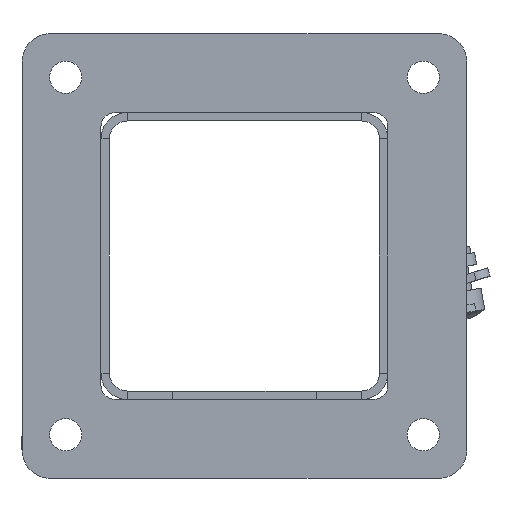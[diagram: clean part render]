
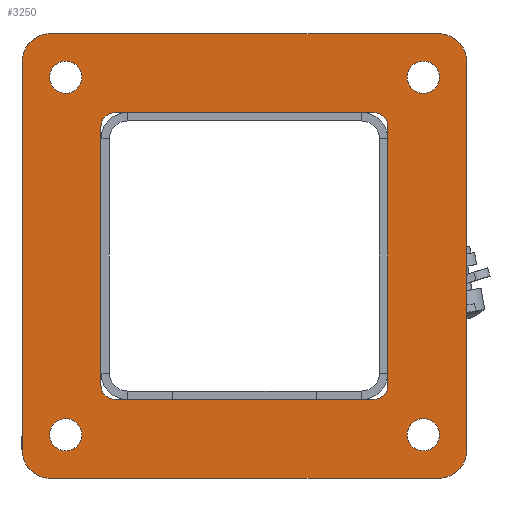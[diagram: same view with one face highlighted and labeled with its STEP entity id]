
A CAD part, front view. The second image highlights one B-rep face of the part: STEP entity #3250.
In plain terms, the highlighted face is planar.
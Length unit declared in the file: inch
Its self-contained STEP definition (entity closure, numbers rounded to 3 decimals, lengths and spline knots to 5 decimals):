
#128=FACE_BOUND($,#574,.T.);
#129=FACE_BOUND($,#575,.T.);
#130=FACE_BOUND($,#576,.T.);
#131=FACE_BOUND($,#577,.T.);
#132=FACE_BOUND($,#578,.T.);
#232=PLANE($,#3504);
#386=FACE_OUTER_BOUND($,#573,.T.);
#573=EDGE_LOOP($,(#2415,#2416,#2417,#2418,#2419,#2420,#2421,#2422));
#574=EDGE_LOOP($,(#2423,#2424,#2425,#2426,#2427,#2428,#2429,#2430));
#575=EDGE_LOOP($,(#2431));
#576=EDGE_LOOP($,(#2432));
#577=EDGE_LOOP($,(#2433));
#578=EDGE_LOOP($,(#2434));
#752=CIRCLE($,#3461,0.125);
#754=CIRCLE($,#3465,0.125);
#756=CIRCLE($,#3469,0.125);
#758=CIRCLE($,#3473,0.125);
#759=CIRCLE($,#3476,0.25);
#768=CIRCLE($,#3488,0.25);
#769=CIRCLE($,#3491,0.25);
#770=CIRCLE($,#3494,0.25);
#771=CIRCLE($,#3496,0.14063);
#772=CIRCLE($,#3498,0.14063);
#773=CIRCLE($,#3500,0.14063);
#774=CIRCLE($,#3502,0.14063);
#915=LINE($,#4918,#1225);
#918=LINE($,#4929,#1228);
#922=LINE($,#4941,#1232);
#925=LINE($,#4950,#1235);
#931=LINE($,#4966,#1241);
#937=LINE($,#4994,#1247);
#940=LINE($,#5002,#1250);
#942=LINE($,#5020,#1252);
#1225=VECTOR($,#3932,2.25);
#1228=VECTOR($,#3943,2.25);
#1232=VECTOR($,#3955,2.25);
#1235=VECTOR($,#3966,2.25);
#1241=VECTOR($,#3980,3.375);
#1247=VECTOR($,#4008,3.375);
#1250=VECTOR($,#4017,3.375);
#1252=VECTOR($,#4041,3.375);
#1513=VERTEX_POINT($,#4908);
#1514=VERTEX_POINT($,#4910);
#1516=VERTEX_POINT($,#4916);
#1519=VERTEX_POINT($,#4923);
#1520=VERTEX_POINT($,#4925);
#1523=VERTEX_POINT($,#4935);
#1524=VERTEX_POINT($,#4937);
#1526=VERTEX_POINT($,#4946);
#1527=VERTEX_POINT($,#4953);
#1528=VERTEX_POINT($,#4954);
#1532=VERTEX_POINT($,#4964);
#1542=VERTEX_POINT($,#4988);
#1543=VERTEX_POINT($,#4992);
#1544=VERTEX_POINT($,#4996);
#1545=VERTEX_POINT($,#5000);
#1546=VERTEX_POINT($,#5004);
#1547=VERTEX_POINT($,#5008);
#1548=VERTEX_POINT($,#5011);
#1549=VERTEX_POINT($,#5014);
#1550=VERTEX_POINT($,#5017);
#1823=EDGE_CURVE($,#1513,#1514,#752,.T.);
#1827=EDGE_CURVE($,#1513,#1516,#915,.T.);
#1830=EDGE_CURVE($,#1519,#1520,#754,.T.);
#1832=EDGE_CURVE($,#1519,#1514,#918,.T.);
#1836=EDGE_CURVE($,#1523,#1524,#756,.T.);
#1838=EDGE_CURVE($,#1523,#1520,#922,.T.);
#1842=EDGE_CURVE($,#1526,#1516,#758,.T.);
#1843=EDGE_CURVE($,#1526,#1524,#925,.T.);
#1845=EDGE_CURVE($,#1527,#1528,#759,.T.);
#1851=EDGE_CURVE($,#1532,#1527,#931,.T.);
#1862=EDGE_CURVE($,#1542,#1532,#768,.T.);
#1865=EDGE_CURVE($,#1543,#1542,#937,.T.);
#1866=EDGE_CURVE($,#1544,#1543,#769,.T.);
#1869=EDGE_CURVE($,#1545,#1544,#940,.T.);
#1870=EDGE_CURVE($,#1546,#1545,#770,.T.);
#1872=EDGE_CURVE($,#1547,#1547,#771,.T.);
#1873=EDGE_CURVE($,#1548,#1548,#772,.T.);
#1874=EDGE_CURVE($,#1549,#1549,#773,.T.);
#1875=EDGE_CURVE($,#1550,#1550,#774,.T.);
#1876=EDGE_CURVE($,#1528,#1546,#942,.T.);
#2415=ORIENTED_EDGE($,*,*,#1845,.F.);
#2416=ORIENTED_EDGE($,*,*,#1851,.F.);
#2417=ORIENTED_EDGE($,*,*,#1862,.F.);
#2418=ORIENTED_EDGE($,*,*,#1865,.F.);
#2419=ORIENTED_EDGE($,*,*,#1866,.F.);
#2420=ORIENTED_EDGE($,*,*,#1869,.F.);
#2421=ORIENTED_EDGE($,*,*,#1870,.F.);
#2422=ORIENTED_EDGE($,*,*,#1876,.F.);
#2423=ORIENTED_EDGE($,*,*,#1827,.T.);
#2424=ORIENTED_EDGE($,*,*,#1842,.F.);
#2425=ORIENTED_EDGE($,*,*,#1843,.T.);
#2426=ORIENTED_EDGE($,*,*,#1836,.F.);
#2427=ORIENTED_EDGE($,*,*,#1838,.T.);
#2428=ORIENTED_EDGE($,*,*,#1830,.F.);
#2429=ORIENTED_EDGE($,*,*,#1832,.T.);
#2430=ORIENTED_EDGE($,*,*,#1823,.F.);
#2431=ORIENTED_EDGE($,*,*,#1872,.T.);
#2432=ORIENTED_EDGE($,*,*,#1873,.T.);
#2433=ORIENTED_EDGE($,*,*,#1874,.T.);
#2434=ORIENTED_EDGE($,*,*,#1875,.T.);
#3250=ADVANCED_FACE($,(#386,#128,#129,#130,#131,#132),#232,.T.);
#3461=AXIS2_PLACEMENT_3D($,#4911,#3925,#3926);
#3465=AXIS2_PLACEMENT_3D($,#4926,#3938,#3939);
#3469=AXIS2_PLACEMENT_3D($,#4938,#3950,#3951);
#3473=AXIS2_PLACEMENT_3D($,#4948,#3962,#3963);
#3476=AXIS2_PLACEMENT_3D($,#4955,#3970,#3971);
#3488=AXIS2_PLACEMENT_3D($,#4989,#4002,#4003);
#3491=AXIS2_PLACEMENT_3D($,#4997,#4011,#4012);
#3494=AXIS2_PLACEMENT_3D($,#5005,#4020,#4021);
#3496=AXIS2_PLACEMENT_3D($,#5009,#4025,#4026);
#3498=AXIS2_PLACEMENT_3D($,#5012,#4029,#4030);
#3500=AXIS2_PLACEMENT_3D($,#5015,#4033,#4034);
#3502=AXIS2_PLACEMENT_3D($,#5018,#4037,#4038);
#3504=AXIS2_PLACEMENT_3D($,#5021,#4042,#4043);
#3925=DIRECTION('center_axis',(0.,0.,1.));
#3926=DIRECTION('ref_axis',(-0.707,-0.707,0.));
#3932=DIRECTION($,(0.,1.,0.));
#3938=DIRECTION('center_axis',(0.,0.,1.));
#3939=DIRECTION('ref_axis',(0.707,-0.707,0.));
#3943=DIRECTION($,(-1.,0.,0.));
#3950=DIRECTION('center_axis',(0.,0.,1.));
#3951=DIRECTION('ref_axis',(0.707,0.707,0.));
#3955=DIRECTION($,(0.,-1.,0.));
#3962=DIRECTION('center_axis',(0.,0.,1.));
#3963=DIRECTION('ref_axis',(-0.707,0.707,0.));
#3966=DIRECTION($,(1.,0.,0.));
#3970=DIRECTION('center_axis',(0.,0.,-1.));
#3971=DIRECTION('ref_axis',(-0.707,-0.707,0.));
#3980=DIRECTION($,(-1.,0.,0.));
#4002=DIRECTION('center_axis',(0.,0.,-1.));
#4003=DIRECTION('ref_axis',(0.707,-0.707,0.));
#4008=DIRECTION($,(0.,-1.,0.));
#4011=DIRECTION('center_axis',(0.,0.,-1.));
#4012=DIRECTION('ref_axis',(0.707,0.707,0.));
#4017=DIRECTION($,(1.,0.,0.));
#4020=DIRECTION('center_axis',(0.,0.,-1.));
#4021=DIRECTION('ref_axis',(-0.707,0.707,0.));
#4025=DIRECTION('center_axis',(0.,0.,-1.));
#4026=DIRECTION('ref_axis',(-1.,0.,0.));
#4029=DIRECTION('center_axis',(0.,0.,-1.));
#4030=DIRECTION('ref_axis',(-1.,0.,0.));
#4033=DIRECTION('center_axis',(0.,0.,-1.));
#4034=DIRECTION('ref_axis',(-1.,0.,0.));
#4037=DIRECTION('center_axis',(0.,0.,-1.));
#4038=DIRECTION('ref_axis',(-1.,0.,0.));
#4041=DIRECTION($,(0.,1.,0.));
#4042=DIRECTION('center_axis',(0.,0.,1.));
#4043=DIRECTION('ref_axis',(1.,0.,0.));
#4908=CARTESIAN_POINT('',(-1.25,-1.125,0.125));
#4910=CARTESIAN_POINT('',(-1.125,-1.25,0.125));
#4911=CARTESIAN_POINT('Origin',(-1.125,-1.125,0.125));
#4916=CARTESIAN_POINT('',(-1.25,1.125,0.125));
#4918=CARTESIAN_POINT($,(-1.25,-0.625,0.125));
#4923=CARTESIAN_POINT('',(1.125,-1.25,0.125));
#4925=CARTESIAN_POINT('',(1.25,-1.125,0.125));
#4926=CARTESIAN_POINT('Origin',(1.125,-1.125,0.125));
#4929=CARTESIAN_POINT($,(0.625,-1.25,0.125));
#4935=CARTESIAN_POINT('',(1.25,1.125,0.125));
#4937=CARTESIAN_POINT('',(1.125,1.25,0.125));
#4938=CARTESIAN_POINT('Origin',(1.125,1.125,0.125));
#4941=CARTESIAN_POINT($,(1.25,0.625,0.125));
#4946=CARTESIAN_POINT('',(-1.125,1.25,0.125));
#4948=CARTESIAN_POINT('Origin',(-1.125,1.125,0.125));
#4950=CARTESIAN_POINT($,(-0.625,1.25,0.125));
#4953=CARTESIAN_POINT('',(-1.6875,-1.9375,0.125));
#4954=CARTESIAN_POINT('',(-1.9375,-1.6875,0.125));
#4955=CARTESIAN_POINT('Origin',(-1.6875,-1.6875,0.125));
#4964=CARTESIAN_POINT('',(1.6875,-1.9375,0.125));
#4966=CARTESIAN_POINT($,(-1.9375,-1.9375,0.125));
#4988=CARTESIAN_POINT('',(1.9375,-1.6875,0.125));
#4989=CARTESIAN_POINT('Origin',(1.6875,-1.6875,0.125));
#4992=CARTESIAN_POINT('',(1.9375,1.6875,0.125));
#4994=CARTESIAN_POINT($,(1.9375,-1.9375,0.125));
#4996=CARTESIAN_POINT('',(1.6875,1.9375,0.125));
#4997=CARTESIAN_POINT('Origin',(1.6875,1.6875,0.125));
#5000=CARTESIAN_POINT('',(-1.6875,1.9375,0.125));
#5002=CARTESIAN_POINT($,(1.9375,1.9375,0.125));
#5004=CARTESIAN_POINT('',(-1.9375,1.6875,0.125));
#5005=CARTESIAN_POINT('Origin',(-1.6875,1.6875,0.125));
#5008=CARTESIAN_POINT('',(-1.41688,1.5575,0.125));
#5009=CARTESIAN_POINT('Origin',(-1.5575,1.5575,0.125));
#5011=CARTESIAN_POINT('',(-1.41688,-1.5575,0.125));
#5012=CARTESIAN_POINT('Origin',(-1.5575,-1.5575,0.125));
#5014=CARTESIAN_POINT('',(1.69813,-1.5575,0.125));
#5015=CARTESIAN_POINT('Origin',(1.5575,-1.5575,0.125));
#5017=CARTESIAN_POINT('',(1.69813,1.5575,0.125));
#5018=CARTESIAN_POINT('Origin',(1.5575,1.5575,0.125));
#5020=CARTESIAN_POINT($,(-1.9375,1.9375,0.125));
#5021=CARTESIAN_POINT('Origin',(0.,0.,0.125));
